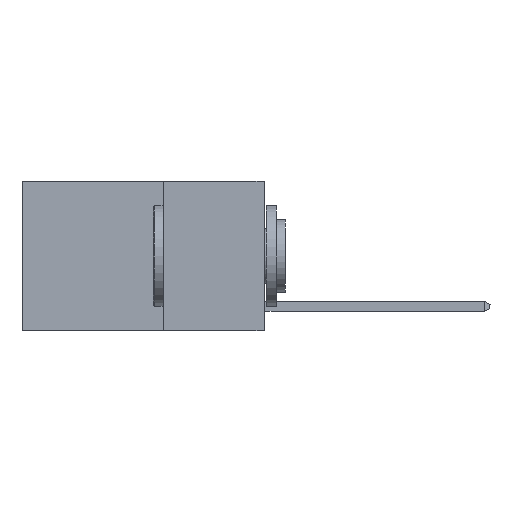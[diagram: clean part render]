
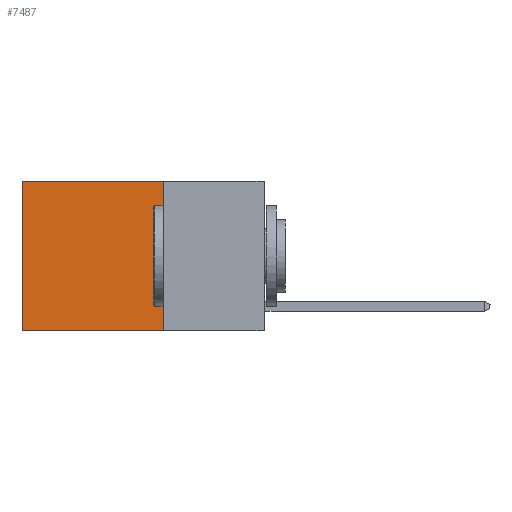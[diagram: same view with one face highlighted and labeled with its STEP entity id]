
A CAD part, left-side view. The second image highlights one B-rep face of the part: STEP entity #7487.
In plain terms, the highlighted planar face has unit normal (-1, 0, 0).
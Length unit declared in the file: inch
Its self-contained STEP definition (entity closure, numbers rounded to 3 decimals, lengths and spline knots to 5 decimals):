
#217 = ORIENTED_EDGE ( 'NONE', *, *, #16230, .F. ) ;
#346 = ORIENTED_EDGE ( 'NONE', *, *, #10262, .F. ) ;
#1084 = AXIS2_PLACEMENT_3D ( 'NONE', #9367, #1614, #16987 ) ;
#1614 = DIRECTION ( 'NONE',  ( 1., 0., 0. ) ) ;
#1727 = PLANE ( 'NONE',  #1084 ) ;
#2503 = VECTOR ( 'NONE', #10928, 39.37008 ) ;
#3281 = CARTESIAN_POINT ( 'NONE',  ( 0.2625, 0.25, -0.37 ) ) ;
#3715 = ORIENTED_EDGE ( 'NONE', *, *, #4609, .T. ) ;
#4047 = CARTESIAN_POINT ( 'NONE',  ( 0.2625, 0.25, 0. ) ) ;
#4077 = CARTESIAN_POINT ( 'NONE',  ( 0.2625, 0.25, 0. ) ) ;
#4412 = EDGE_CURVE ( 'NONE', #4428, #13917, #17075, .T. ) ;
#4428 = VERTEX_POINT ( 'NONE', #6464 ) ;
#4609 = EDGE_CURVE ( 'NONE', #12406, #4428, #9419, .T. ) ;
#6464 = CARTESIAN_POINT ( 'NONE',  ( 0.2625, 0.6, 0. ) ) ;
#7078 = EDGE_LOOP ( 'NONE', ( #24611, #217, #346, #3715 ) ) ;
#7361 = CARTESIAN_POINT ( 'NONE',  ( 0.2625, 0.25, -0.37 ) ) ;
#7487 = ADVANCED_FACE ( 'NONE', ( #18881 ), #1727, .F. ) ;
#7595 = CARTESIAN_POINT ( 'NONE',  ( 0.2625, 0.6, 0. ) ) ;
#9367 = CARTESIAN_POINT ( 'NONE',  ( 0.2625, 0.25, 0. ) ) ;
#9419 = LINE ( 'NONE', #4077, #15619 ) ;
#9912 = DIRECTION ( 'NONE',  ( 0., 1., 0. ) ) ;
#10262 = EDGE_CURVE ( 'NONE', #12406, #23958, #23021, .T. ) ;
#10928 = DIRECTION ( 'NONE',  ( 0., 0., -1. ) ) ;
#11776 = LINE ( 'NONE', #7361, #24285 ) ;
#12406 = VERTEX_POINT ( 'NONE', #4047 ) ;
#13917 = VERTEX_POINT ( 'NONE', #21234 ) ;
#15193 = DIRECTION ( 'NONE',  ( 0., 0., -1. ) ) ;
#15619 = VECTOR ( 'NONE', #9912, 39.37008 ) ;
#16230 = EDGE_CURVE ( 'NONE', #23958, #13917, #11776, .T. ) ;
#16987 = DIRECTION ( 'NONE',  ( 0., 0., -1. ) ) ;
#17075 = LINE ( 'NONE', #7595, #24052 ) ;
#17106 = DIRECTION ( 'NONE',  ( 0., 1., 0. ) ) ;
#18881 = FACE_OUTER_BOUND ( 'NONE', #7078, .T. ) ;
#21234 = CARTESIAN_POINT ( 'NONE',  ( 0.2625, 0.6, -0.37 ) ) ;
#22902 = CARTESIAN_POINT ( 'NONE',  ( 0.2625, 0.25, 0. ) ) ;
#23021 = LINE ( 'NONE', #22902, #2503 ) ;
#23958 = VERTEX_POINT ( 'NONE', #3281 ) ;
#24052 = VECTOR ( 'NONE', #15193, 39.37008 ) ;
#24285 = VECTOR ( 'NONE', #17106, 39.37008 ) ;
#24611 = ORIENTED_EDGE ( 'NONE', *, *, #4412, .T. ) ;
